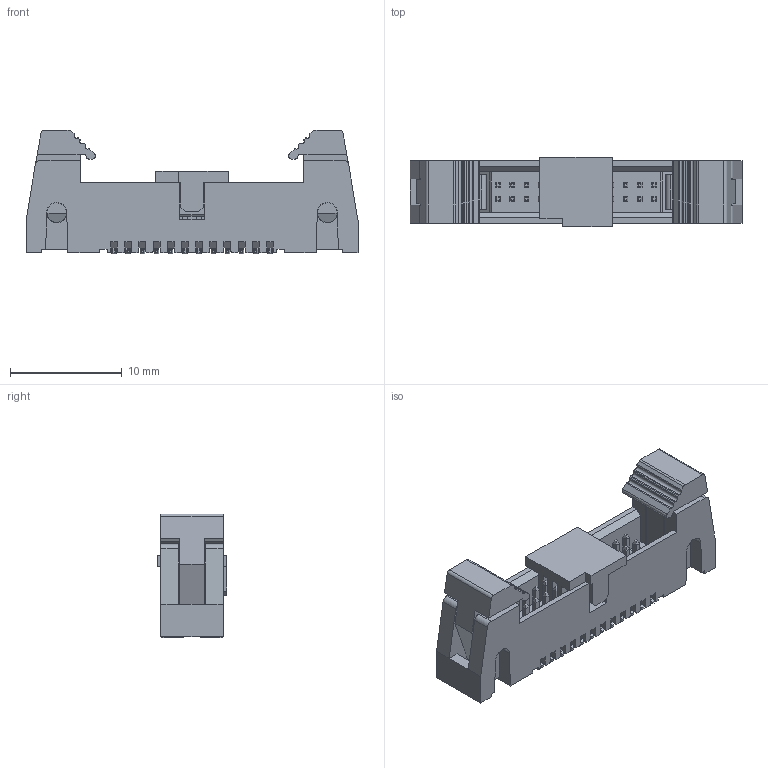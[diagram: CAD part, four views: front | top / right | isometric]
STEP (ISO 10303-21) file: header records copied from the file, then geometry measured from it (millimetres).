
FILE_DESCRIPTION( ('This file contains a STEP AP42 implementation' ,'as created by ZW3D STEP Interface translator.') ,'2;1' );
FILE_NAME( '3230-XXMXXBSX1.stp' ,'231123.152914', (''), ('ZWCAD Software Co.'), 'Version 1.0', 'ZW3D to STEP translator', '' );
FILE_SCHEMA(('AUTOMOTIVE_DESIGN { 1 0 10303 214 1 1 1 1 }'));
Length unit declared in the file: millimetre
Products named in the file (3): 0; 3230-24MG0BSR1; cap3131-g202
Assembly tree (1 placements, depth 2):
  0
  3230-24MG0BSR1
    cap3131-g202
Bounding box: 29.74 x 6.2 x 11.1 mm (x, y, z)
Volume: 951.8 mm3; surface area: 2038.1 mm2
Topology: 4 solids, 4 shells, 864 faces, 2188 edges, 1380 vertices
Faces by surface type: plane 732, cylinder 123, bspline 9
Full cylindrical faces by diameter (mm): 1.75 x4
Entity records: 30541 total; most frequent: CARTESIAN_POINT 10704, ORIENTED_EDGE 4376, DIRECTION 3119, EDGE_CURVE 2188, VERTEX_POINT 1380, VECTOR 1097, LINE 1097, AXIS2_PLACEMENT_3D 1011
